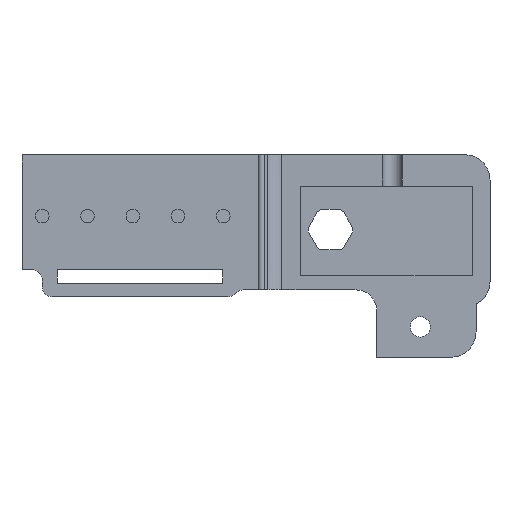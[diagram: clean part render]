
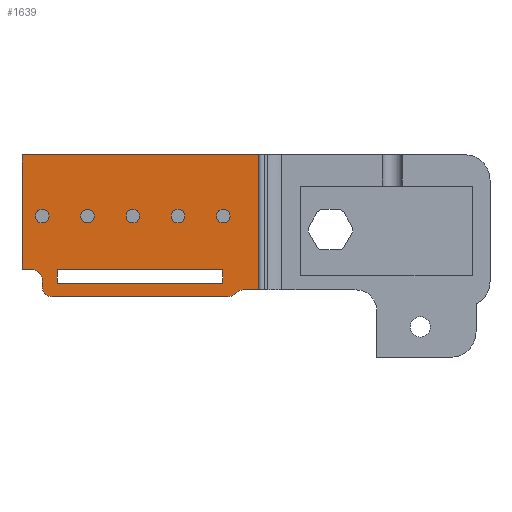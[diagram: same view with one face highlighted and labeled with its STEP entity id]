
A CAD part, front view. The second image highlights one B-rep face of the part: STEP entity #1639.
In plain terms, the highlighted planar face has unit normal (0, -1, 0).
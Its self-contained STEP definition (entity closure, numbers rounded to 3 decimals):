
#29=FACE_BOUND('',#263,.T.);
#30=FACE_BOUND('',#264,.T.);
#31=FACE_BOUND('',#265,.T.);
#32=FACE_BOUND('',#266,.T.);
#33=FACE_BOUND('',#267,.T.);
#34=FACE_BOUND('',#268,.T.);
#89=PLANE('',#1789);
#166=FACE_OUTER_BOUND('',#262,.T.);
#262=EDGE_LOOP('',(#1458,#1459,#1460,#1461,#1462,#1463,#1464,#1465,#1466,
#1467,#1468));
#263=EDGE_LOOP('',(#1469,#1470,#1471,#1472));
#264=EDGE_LOOP('',(#1473));
#265=EDGE_LOOP('',(#1474));
#266=EDGE_LOOP('',(#1475));
#267=EDGE_LOOP('',(#1476));
#268=EDGE_LOOP('',(#1477));
#385=LINE('',#2525,#564);
#405=LINE('',#2573,#584);
#408=LINE('',#2578,#587);
#411=LINE('',#2593,#590);
#414=LINE('',#2601,#593);
#417=LINE('',#2609,#596);
#419=LINE('',#2612,#598);
#445=LINE('',#2669,#624);
#447=LINE('',#2673,#626);
#449=LINE('',#2677,#628);
#451=LINE('',#2680,#630);
#564=VECTOR('',#2061,10.);
#584=VECTOR('',#2093,10.);
#587=VECTOR('',#2098,10.);
#590=VECTOR('',#2115,10.);
#593=VECTOR('',#2124,10.);
#596=VECTOR('',#2133,10.);
#598=VECTOR('',#2137,10.);
#624=VECTOR('',#2185,10.);
#626=VECTOR('',#2189,10.);
#628=VECTOR('',#2193,10.);
#630=VECTOR('',#2197,10.);
#684=CIRCLE('',#1764,1.5);
#685=CIRCLE('',#1766,1.5);
#686=CIRCLE('',#1769,1.5);
#687=CIRCLE('',#1772,1.5);
#690=CIRCLE('',#1790,1.);
#691=CIRCLE('',#1791,1.);
#692=CIRCLE('',#1792,1.);
#693=CIRCLE('',#1793,1.);
#694=CIRCLE('',#1794,1.);
#784=VERTEX_POINT('',#2522);
#785=VERTEX_POINT('',#2524);
#807=VERTEX_POINT('',#2572);
#808=VERTEX_POINT('',#2576);
#811=VERTEX_POINT('',#2584);
#812=VERTEX_POINT('',#2588);
#813=VERTEX_POINT('',#2592);
#814=VERTEX_POINT('',#2596);
#815=VERTEX_POINT('',#2600);
#816=VERTEX_POINT('',#2604);
#817=VERTEX_POINT('',#2608);
#836=VERTEX_POINT('',#2666);
#837=VERTEX_POINT('',#2668);
#838=VERTEX_POINT('',#2672);
#839=VERTEX_POINT('',#2676);
#840=VERTEX_POINT('',#2682);
#841=VERTEX_POINT('',#2684);
#842=VERTEX_POINT('',#2686);
#843=VERTEX_POINT('',#2688);
#844=VERTEX_POINT('',#2690);
#979=EDGE_CURVE('',#784,#785,#385,.T.);
#1003=EDGE_CURVE('',#785,#807,#405,.T.);
#1006=EDGE_CURVE('',#808,#784,#408,.T.);
#1009=EDGE_CURVE('',#807,#811,#684,.T.);
#1011=EDGE_CURVE('',#811,#812,#685,.T.);
#1013=EDGE_CURVE('',#812,#813,#411,.T.);
#1015=EDGE_CURVE('',#813,#814,#686,.T.);
#1017=EDGE_CURVE('',#814,#815,#414,.T.);
#1019=EDGE_CURVE('',#815,#816,#687,.T.);
#1021=EDGE_CURVE('',#816,#817,#417,.T.);
#1023=EDGE_CURVE('',#817,#808,#419,.T.);
#1051=EDGE_CURVE('',#836,#837,#445,.T.);
#1053=EDGE_CURVE('',#837,#838,#447,.T.);
#1055=EDGE_CURVE('',#838,#839,#449,.T.);
#1057=EDGE_CURVE('',#839,#836,#451,.T.);
#1058=EDGE_CURVE('',#840,#840,#690,.T.);
#1059=EDGE_CURVE('',#841,#841,#691,.T.);
#1060=EDGE_CURVE('',#842,#842,#692,.T.);
#1061=EDGE_CURVE('',#843,#843,#693,.T.);
#1062=EDGE_CURVE('',#844,#844,#694,.T.);
#1458=ORIENTED_EDGE('',*,*,#1003,.F.);
#1459=ORIENTED_EDGE('',*,*,#979,.F.);
#1460=ORIENTED_EDGE('',*,*,#1006,.F.);
#1461=ORIENTED_EDGE('',*,*,#1023,.F.);
#1462=ORIENTED_EDGE('',*,*,#1021,.F.);
#1463=ORIENTED_EDGE('',*,*,#1019,.F.);
#1464=ORIENTED_EDGE('',*,*,#1017,.F.);
#1465=ORIENTED_EDGE('',*,*,#1015,.F.);
#1466=ORIENTED_EDGE('',*,*,#1013,.F.);
#1467=ORIENTED_EDGE('',*,*,#1011,.F.);
#1468=ORIENTED_EDGE('',*,*,#1009,.F.);
#1469=ORIENTED_EDGE('',*,*,#1051,.F.);
#1470=ORIENTED_EDGE('',*,*,#1057,.F.);
#1471=ORIENTED_EDGE('',*,*,#1055,.F.);
#1472=ORIENTED_EDGE('',*,*,#1053,.F.);
#1473=ORIENTED_EDGE('',*,*,#1058,.F.);
#1474=ORIENTED_EDGE('',*,*,#1059,.F.);
#1475=ORIENTED_EDGE('',*,*,#1060,.F.);
#1476=ORIENTED_EDGE('',*,*,#1061,.F.);
#1477=ORIENTED_EDGE('',*,*,#1062,.F.);
#1639=ADVANCED_FACE('',(#166,#29,#30,#31,#32,#33,#34),#89,.F.);
#1764=AXIS2_PLACEMENT_3D('',#2585,#2105,#2106);
#1766=AXIS2_PLACEMENT_3D('',#2589,#2110,#2111);
#1769=AXIS2_PLACEMENT_3D('',#2597,#2119,#2120);
#1772=AXIS2_PLACEMENT_3D('',#2605,#2128,#2129);
#1789=AXIS2_PLACEMENT_3D('',#2681,#2198,#2199);
#1790=AXIS2_PLACEMENT_3D('',#2683,#2200,#2201);
#1791=AXIS2_PLACEMENT_3D('',#2685,#2202,#2203);
#1792=AXIS2_PLACEMENT_3D('',#2687,#2204,#2205);
#1793=AXIS2_PLACEMENT_3D('',#2689,#2206,#2207);
#1794=AXIS2_PLACEMENT_3D('',#2691,#2208,#2209);
#2061=DIRECTION('',(0.,0.,-1.));
#2093=DIRECTION('',(-1.,0.,0.));
#2098=DIRECTION('',(1.,0.,0.));
#2105=DIRECTION('center_axis',(0.,-1.,0.));
#2106=DIRECTION('ref_axis',(-0.408,0.,0.913));
#2110=DIRECTION('center_axis',(0.,1.,0.));
#2111=DIRECTION('ref_axis',(1.,0.,0.));
#2115=DIRECTION('',(-1.,0.,0.));
#2119=DIRECTION('center_axis',(0.,1.,0.));
#2120=DIRECTION('ref_axis',(0.,0.,-1.));
#2124=DIRECTION('',(0.,0.,1.));
#2128=DIRECTION('center_axis',(0.,-1.,0.));
#2129=DIRECTION('ref_axis',(0.,0.,-1.));
#2133=DIRECTION('',(-1.,0.,0.));
#2137=DIRECTION('',(0.,0.,1.));
#2185=DIRECTION('',(0.,0.,1.));
#2189=DIRECTION('',(-1.,0.,0.));
#2193=DIRECTION('',(0.,0.,-1.));
#2197=DIRECTION('',(1.,0.,0.));
#2198=DIRECTION('center_axis',(0.,1.,0.));
#2199=DIRECTION('ref_axis',(0.,0.,1.));
#2200=DIRECTION('center_axis',(0.,-1.,0.));
#2201=DIRECTION('ref_axis',(1.,0.,0.));
#2202=DIRECTION('center_axis',(0.,-1.,0.));
#2203=DIRECTION('ref_axis',(1.,0.,0.));
#2204=DIRECTION('center_axis',(0.,-1.,0.));
#2205=DIRECTION('ref_axis',(1.,0.,0.));
#2206=DIRECTION('center_axis',(0.,-1.,0.));
#2207=DIRECTION('ref_axis',(1.,0.,0.));
#2208=DIRECTION('center_axis',(0.,-1.,0.));
#2209=DIRECTION('ref_axis',(1.,0.,0.));
#2522=CARTESIAN_POINT('',(36.878,-7.,3.442));
#2524=CARTESIAN_POINT('',(36.878,-7.,-16.559));
#2525=CARTESIAN_POINT('',(36.878,-7.,3.442));
#2572=CARTESIAN_POINT('',(34.614,-7.,-16.559));
#2573=CARTESIAN_POINT('',(28.128,-7.,-16.559));
#2576=CARTESIAN_POINT('',(1.878,-7.,3.442));
#2578=CARTESIAN_POINT('',(1.878,-7.,3.442));
#2584=CARTESIAN_POINT('',(33.496,-7.,-17.059));
#2585=CARTESIAN_POINT('Origin',(34.614,-7.,-18.059));
#2588=CARTESIAN_POINT('',(32.378,-7.,-17.559));
#2589=CARTESIAN_POINT('Origin',(32.378,-7.,-16.059));
#2592=CARTESIAN_POINT('',(6.378,-7.,-17.559));
#2593=CARTESIAN_POINT('',(32.378,-7.,-17.559));
#2596=CARTESIAN_POINT('',(4.878,-7.,-16.059));
#2597=CARTESIAN_POINT('Origin',(6.378,-7.,-16.059));
#2600=CARTESIAN_POINT('',(4.878,-7.,-15.059));
#2601=CARTESIAN_POINT('',(4.878,-7.,-16.059));
#2604=CARTESIAN_POINT('',(3.378,-7.,-13.559));
#2605=CARTESIAN_POINT('Origin',(3.378,-7.,-15.059));
#2608=CARTESIAN_POINT('',(1.878,-7.,-13.559));
#2609=CARTESIAN_POINT('',(3.378,-7.,-13.559));
#2612=CARTESIAN_POINT('',(1.878,-7.,-13.559));
#2666=CARTESIAN_POINT('',(31.628,-7.,-15.559));
#2668=CARTESIAN_POINT('',(31.628,-7.,-13.559));
#2669=CARTESIAN_POINT('',(31.628,-7.,-15.559));
#2672=CARTESIAN_POINT('',(7.128,-7.,-13.559));
#2673=CARTESIAN_POINT('',(31.628,-7.,-13.559));
#2676=CARTESIAN_POINT('',(7.128,-7.,-15.559));
#2677=CARTESIAN_POINT('',(7.128,-7.,-13.559));
#2680=CARTESIAN_POINT('',(7.128,-7.,-15.559));
#2681=CARTESIAN_POINT('Origin',(19.378,-7.,-7.059));
#2682=CARTESIAN_POINT('',(3.878,-7.,-5.626));
#2683=CARTESIAN_POINT('Origin',(4.878,-7.,-5.626));
#2684=CARTESIAN_POINT('',(10.583,-7.,-5.626));
#2685=CARTESIAN_POINT('Origin',(11.583,-7.,-5.626));
#2686=CARTESIAN_POINT('',(17.288,-7.,-5.626));
#2687=CARTESIAN_POINT('Origin',(18.288,-7.,-5.626));
#2688=CARTESIAN_POINT('',(23.993,-7.,-5.626));
#2689=CARTESIAN_POINT('Origin',(24.993,-7.,-5.626));
#2690=CARTESIAN_POINT('',(30.698,-7.,-5.626));
#2691=CARTESIAN_POINT('Origin',(31.698,-7.,-5.626));
